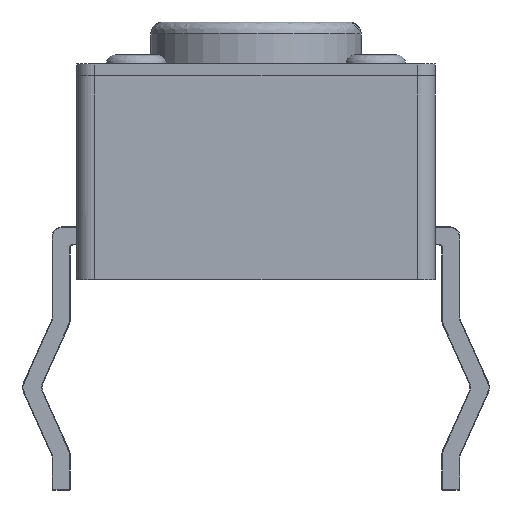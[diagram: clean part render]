
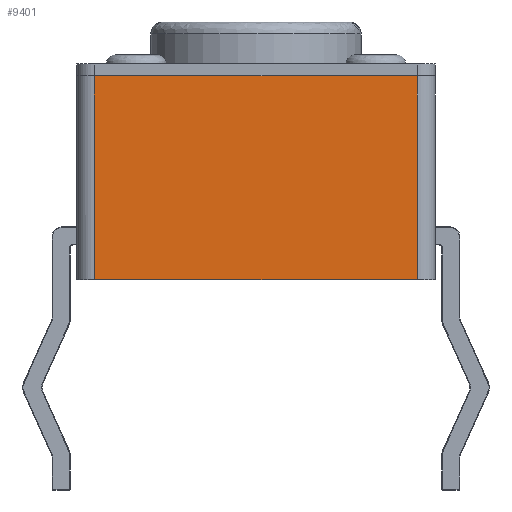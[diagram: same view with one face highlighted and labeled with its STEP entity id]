
A CAD part, front view. The second image highlights one B-rep face of the part: STEP entity #9401.
In plain terms, the highlighted planar face has unit normal (0, -1, 0).
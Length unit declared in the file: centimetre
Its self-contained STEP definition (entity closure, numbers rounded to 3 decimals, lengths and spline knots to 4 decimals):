
#454 = ORIENTED_EDGE ( 'NONE', *, *, #7449, .T. ) ;
#546 = LINE ( 'NONE', #12595, #10682 ) ;
#632 = VECTOR ( 'NONE', #8704, 100. ) ;
#898 = PLANE ( 'NONE',  #4056 ) ;
#1271 = CARTESIAN_POINT ( 'NONE',  ( 0.2695, -0.2995, 0.34 ) ) ;
#1592 = CARTESIAN_POINT ( 'NONE',  ( 0., -0.2995, 0.34 ) ) ;
#1691 = VECTOR ( 'NONE', #7400, 100. ) ;
#2244 = CARTESIAN_POINT ( 'NONE',  ( -0.2695, -0.2995, 0.34 ) ) ;
#3013 = LINE ( 'NONE', #12849, #1691 ) ;
#3083 = EDGE_CURVE ( 'NONE', #5872, #8479, #3013, .T. ) ;
#3223 = LINE ( 'NONE', #11974, #632 ) ;
#3921 = DIRECTION ( 'NONE',  ( 0., 0., -1. ) ) ;
#4056 = AXIS2_PLACEMENT_3D ( 'NONE', #8668, #6486, #10905 ) ;
#4063 = VERTEX_POINT ( 'NONE', #5495 ) ;
#4669 = VECTOR ( 'NONE', #13602, 100. ) ;
#5495 = CARTESIAN_POINT ( 'NONE',  ( -0.2695, -0.2995, 0. ) ) ;
#5872 = VERTEX_POINT ( 'NONE', #6117 ) ;
#6117 = CARTESIAN_POINT ( 'NONE',  ( 0.2695, -0.2995, 0. ) ) ;
#6486 = DIRECTION ( 'NONE',  ( 0., -1., 0. ) ) ;
#6719 = ORIENTED_EDGE ( 'NONE', *, *, #10129, .T. ) ;
#7237 = ORIENTED_EDGE ( 'NONE', *, *, #8261, .T. ) ;
#7400 = DIRECTION ( 'NONE',  ( 0., 0., 1. ) ) ;
#7449 = EDGE_CURVE ( 'NONE', #8479, #8097, #10362, .T. ) ;
#8097 = VERTEX_POINT ( 'NONE', #2244 ) ;
#8261 = EDGE_CURVE ( 'NONE', #8097, #4063, #546, .T. ) ;
#8479 = VERTEX_POINT ( 'NONE', #1271 ) ;
#8519 = FACE_OUTER_BOUND ( 'NONE', #11520, .T. ) ;
#8668 = CARTESIAN_POINT ( 'NONE',  ( 0., -0.2995, 0. ) ) ;
#8704 = DIRECTION ( 'NONE',  ( 1., 0., 0. ) ) ;
#9401 = ADVANCED_FACE ( 'NONE', ( #8519 ), #898, .T. ) ;
#10129 = EDGE_CURVE ( 'NONE', #4063, #5872, #3223, .T. ) ;
#10362 = LINE ( 'NONE', #1592, #4669 ) ;
#10682 = VECTOR ( 'NONE', #3921, 100. ) ;
#10905 = DIRECTION ( 'NONE',  ( 0., 0., -1. ) ) ;
#11520 = EDGE_LOOP ( 'NONE', ( #7237, #6719, #13906, #454 ) ) ;
#11974 = CARTESIAN_POINT ( 'NONE',  ( 0., -0.2995, 0. ) ) ;
#12595 = CARTESIAN_POINT ( 'NONE',  ( -0.2695, -0.2995, 0. ) ) ;
#12849 = CARTESIAN_POINT ( 'NONE',  ( 0.2695, -0.2995, 0. ) ) ;
#13602 = DIRECTION ( 'NONE',  ( -1., 0., 0. ) ) ;
#13906 = ORIENTED_EDGE ( 'NONE', *, *, #3083, .T. ) ;
